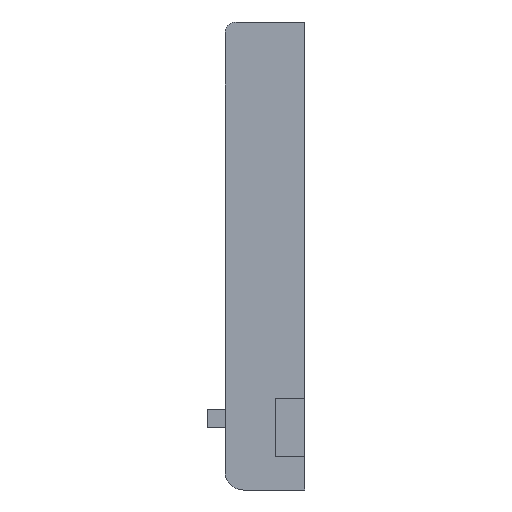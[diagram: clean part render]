
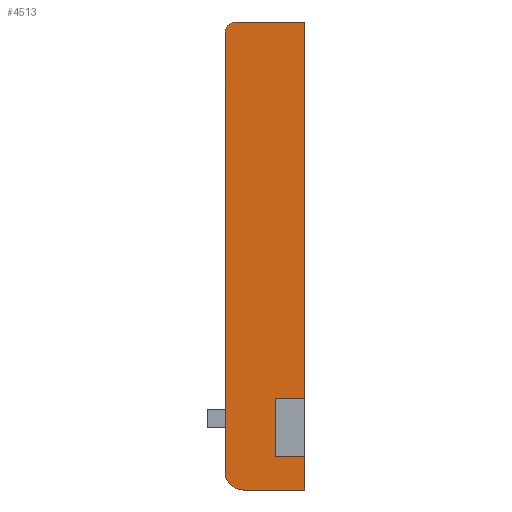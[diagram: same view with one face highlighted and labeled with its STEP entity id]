
A CAD part, left-side view. The second image highlights one B-rep face of the part: STEP entity #4513.
In plain terms, the highlighted planar face has unit normal (-1, 0, 0).
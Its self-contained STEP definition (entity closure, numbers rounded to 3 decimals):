
#20=CIRCLE('',#4755,3.);
#21=CIRCLE('',#4756,5.);
#147=FACE_OUTER_BOUND('',#374,.T.);
#374=EDGE_LOOP('',(#3059,#3060,#3061,#3062,#3063,#3064,#3065,#3066,#3067,
#3068));
#712=LINE('',#6215,#1336);
#716=LINE('',#6223,#1340);
#717=LINE('',#6225,#1341);
#718=LINE('',#6227,#1342);
#719=LINE('',#6229,#1343);
#720=LINE('',#6233,#1344);
#721=LINE('',#6237,#1345);
#722=LINE('',#6238,#1346);
#1336=VECTOR('',#5047,10.);
#1340=VECTOR('',#5053,10.);
#1341=VECTOR('',#5054,10.);
#1342=VECTOR('',#5055,10.);
#1343=VECTOR('',#5056,10.);
#1344=VECTOR('',#5059,10.);
#1345=VECTOR('',#5062,10.);
#1346=VECTOR('',#5063,10.);
#1957=VERTEX_POINT('',#6213);
#1958=VERTEX_POINT('',#6214);
#1961=VERTEX_POINT('',#6222);
#1962=VERTEX_POINT('',#6224);
#1963=VERTEX_POINT('',#6226);
#1964=VERTEX_POINT('',#6228);
#1965=VERTEX_POINT('',#6230);
#1966=VERTEX_POINT('',#6232);
#1967=VERTEX_POINT('',#6234);
#1968=VERTEX_POINT('',#6236);
#2394=EDGE_CURVE('',#1957,#1958,#712,.T.);
#2398=EDGE_CURVE('',#1961,#1957,#716,.T.);
#2399=EDGE_CURVE('',#1958,#1962,#717,.T.);
#2400=EDGE_CURVE('',#1963,#1962,#718,.T.);
#2401=EDGE_CURVE('',#1963,#1964,#719,.T.);
#2402=EDGE_CURVE('',#1965,#1964,#20,.T.);
#2403=EDGE_CURVE('',#1966,#1965,#720,.T.);
#2404=EDGE_CURVE('',#1967,#1966,#21,.T.);
#2405=EDGE_CURVE('',#1968,#1967,#721,.T.);
#2406=EDGE_CURVE('',#1961,#1968,#722,.T.);
#3059=ORIENTED_EDGE('',*,*,#2398,.T.);
#3060=ORIENTED_EDGE('',*,*,#2394,.T.);
#3061=ORIENTED_EDGE('',*,*,#2399,.T.);
#3062=ORIENTED_EDGE('',*,*,#2400,.F.);
#3063=ORIENTED_EDGE('',*,*,#2401,.T.);
#3064=ORIENTED_EDGE('',*,*,#2402,.F.);
#3065=ORIENTED_EDGE('',*,*,#2403,.F.);
#3066=ORIENTED_EDGE('',*,*,#2404,.F.);
#3067=ORIENTED_EDGE('',*,*,#2405,.F.);
#3068=ORIENTED_EDGE('',*,*,#2406,.F.);
#4296=PLANE('',#4754);
#4513=ADVANCED_FACE('',(#147),#4296,.T.);
#4754=AXIS2_PLACEMENT_3D('',#6221,#5051,#5052);
#4755=AXIS2_PLACEMENT_3D('',#6231,#5057,#5058);
#4756=AXIS2_PLACEMENT_3D('',#6235,#5060,#5061);
#5047=DIRECTION('',(0.,0.,1.));
#5051=DIRECTION('center_axis',(-1.,0.,0.));
#5052=DIRECTION('ref_axis',(0.,0.,1.));
#5053=DIRECTION('',(0.,1.,0.));
#5054=DIRECTION('',(0.,-1.,0.));
#5055=DIRECTION('',(0.,0.,-1.));
#5056=DIRECTION('',(0.,1.,0.));
#5057=DIRECTION('center_axis',(1.,0.,0.));
#5058=DIRECTION('ref_axis',(0.,0.707,0.707));
#5059=DIRECTION('',(0.,0.,1.));
#5060=DIRECTION('center_axis',(1.,0.,0.));
#5061=DIRECTION('ref_axis',(0.,0.707,-0.707));
#5062=DIRECTION('',(0.,1.,0.));
#5063=DIRECTION('',(0.,0.,-1.));
#6213=CARTESIAN_POINT('',(-97.844,-4.,-60.426));
#6214=CARTESIAN_POINT('',(-97.844,-4.,-44.426));
#6215=CARTESIAN_POINT('',(-97.844,-4.,-61.031));
#6221=CARTESIAN_POINT('Origin',(-97.844,0.,-69.637));
#6222=CARTESIAN_POINT('',(-97.844,-12.,-60.426));
#6223=CARTESIAN_POINT('',(-97.844,-3.5,-60.426));
#6224=CARTESIAN_POINT('',(-97.844,-12.,-44.426));
#6225=CARTESIAN_POINT('',(-97.844,-6.,-44.426));
#6226=CARTESIAN_POINT('',(-97.844,-12.,59.343));
#6227=CARTESIAN_POINT('',(-97.844,-12.,-69.637));
#6228=CARTESIAN_POINT('',(-97.844,7.,59.343));
#6229=CARTESIAN_POINT('',(-97.844,0.,59.343));
#6230=CARTESIAN_POINT('',(-97.844,10.,56.343));
#6231=CARTESIAN_POINT('Origin',(-97.844,7.,56.343));
#6232=CARTESIAN_POINT('',(-97.844,10.,-64.637));
#6233=CARTESIAN_POINT('',(-97.844,10.,59.343));
#6234=CARTESIAN_POINT('',(-97.844,5.,-69.637));
#6235=CARTESIAN_POINT('Origin',(-97.844,5.,-64.637));
#6236=CARTESIAN_POINT('',(-97.844,-12.,-69.637));
#6237=CARTESIAN_POINT('',(-97.844,0.,-69.637));
#6238=CARTESIAN_POINT('',(-97.844,-12.,-69.637));
